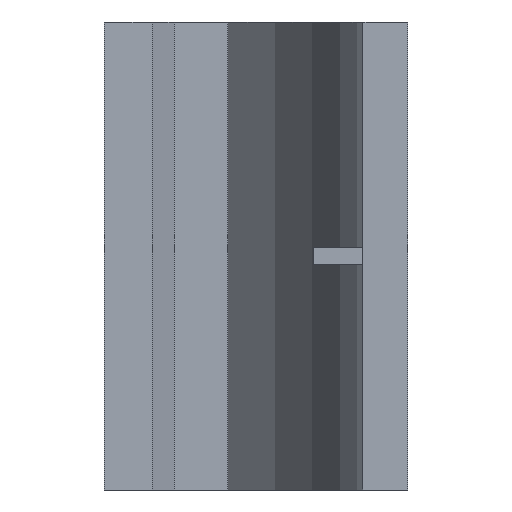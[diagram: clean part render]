
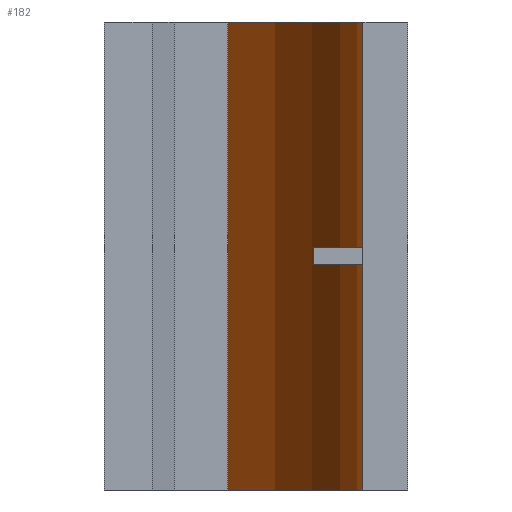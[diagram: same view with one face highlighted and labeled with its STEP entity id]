
A CAD part, front view. The second image highlights one B-rep face of the part: STEP entity #182.
In plain terms, the highlighted cylindrical face has radius 19.4 mm (diameter 38.8 mm), a partial arc.
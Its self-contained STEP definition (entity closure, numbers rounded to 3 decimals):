
#32 = VERTEX_POINT ( 'NONE', #561 ) ;
#53 = VERTEX_POINT ( 'NONE', #85 ) ;
#85 = CARTESIAN_POINT ( 'NONE',  ( -8.075, 61.5, -10.5 ) ) ;
#90 = EDGE_LOOP ( 'NONE', ( #447, #607, #165, #502 ) ) ;
#114 = EDGE_CURVE ( 'NONE', #53, #382, #343, .T. ) ;
#131 = CARTESIAN_POINT ( 'NONE',  ( -21.4, 47.4, -10.5 ) ) ;
#133 = DIRECTION ( 'NONE',  ( 0., 0., -1. ) ) ;
#146 = DIRECTION ( 'NONE',  ( 0., 0., -1. ) ) ;
#161 = CARTESIAN_POINT ( 'NONE',  ( -8.075, 61.5, 10.5 ) ) ;
#165 = ORIENTED_EDGE ( 'NONE', *, *, #458, .F. ) ;
#169 = EDGE_CURVE ( 'NONE', #371, #382, #281, .T. ) ;
#173 = CYLINDRICAL_SURFACE ( 'NONE', #448, 19.4 ) ;
#182 = ADVANCED_FACE ( 'NONE', ( #219 ), #173, .F. ) ;
#199 = CARTESIAN_POINT ( 'NONE',  ( -2., 47.4, 10.5 ) ) ;
#219 = FACE_OUTER_BOUND ( 'NONE', #90, .T. ) ;
#235 = VECTOR ( 'NONE', #146, 1000. ) ;
#257 = LINE ( 'NONE', #161, #235 ) ;
#262 = DIRECTION ( 'NONE',  ( 1., 0., 0. ) ) ;
#263 = DIRECTION ( 'NONE',  ( 0., 0., -1. ) ) ;
#266 = CARTESIAN_POINT ( 'NONE',  ( -21.4, 47.4, 10.5 ) ) ;
#276 = VECTOR ( 'NONE', #336, 1000. ) ;
#281 = LINE ( 'NONE', #494, #276 ) ;
#297 = CIRCLE ( 'NONE', #589, 19.4 ) ;
#328 = DIRECTION ( 'NONE',  ( 1., 0., 0. ) ) ;
#336 = DIRECTION ( 'NONE',  ( 0., 0., -1. ) ) ;
#343 = CIRCLE ( 'NONE', #443, 19.4 ) ;
#348 = DIRECTION ( 'NONE',  ( 0., 0., -1. ) ) ;
#371 = VERTEX_POINT ( 'NONE', #199 ) ;
#382 = VERTEX_POINT ( 'NONE', #408 ) ;
#408 = CARTESIAN_POINT ( 'NONE',  ( -2., 47.4, -10.5 ) ) ;
#435 = DIRECTION ( 'NONE',  ( -1., 0., 0. ) ) ;
#443 = AXIS2_PLACEMENT_3D ( 'NONE', #131, #133, #328 ) ;
#447 = ORIENTED_EDGE ( 'NONE', *, *, #114, .T. ) ;
#448 = AXIS2_PLACEMENT_3D ( 'NONE', #519, #348, #435 ) ;
#458 = EDGE_CURVE ( 'NONE', #32, #371, #297, .T. ) ;
#494 = CARTESIAN_POINT ( 'NONE',  ( -2., 47.4, 10.5 ) ) ;
#502 = ORIENTED_EDGE ( 'NONE', *, *, #610, .T. ) ;
#519 = CARTESIAN_POINT ( 'NONE',  ( -21.4, 47.4, 10.5 ) ) ;
#561 = CARTESIAN_POINT ( 'NONE',  ( -8.075, 61.5, 10.5 ) ) ;
#589 = AXIS2_PLACEMENT_3D ( 'NONE', #266, #263, #262 ) ;
#607 = ORIENTED_EDGE ( 'NONE', *, *, #169, .F. ) ;
#610 = EDGE_CURVE ( 'NONE', #32, #53, #257, .T. ) ;
